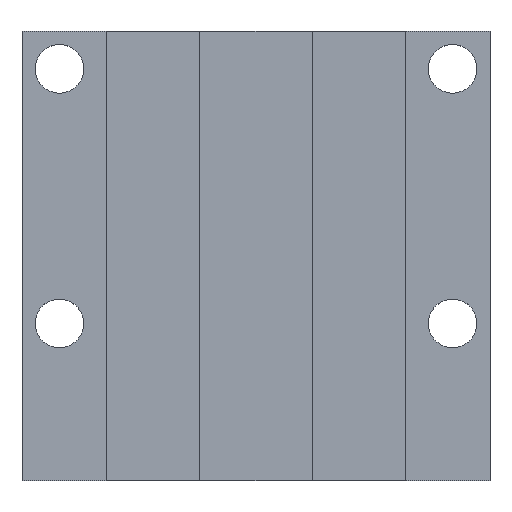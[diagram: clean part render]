
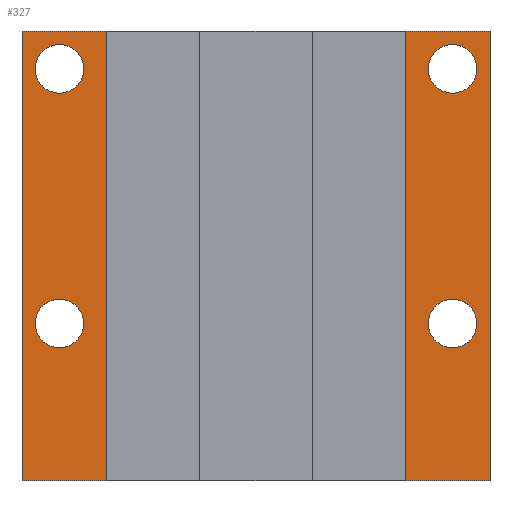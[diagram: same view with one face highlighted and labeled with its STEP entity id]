
A CAD part, top view. The second image highlights one B-rep face of the part: STEP entity #327.
In plain terms, the highlighted planar face has unit normal (0, 0, 1).
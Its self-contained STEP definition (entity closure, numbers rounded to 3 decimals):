
#54 = VERTEX_POINT('',#55);
#55 = CARTESIAN_POINT('',(-12.5,8.8,2.));
#61 = EDGE_CURVE('',#54,#62,#64,.T.);
#62 = VERTEX_POINT('',#63);
#63 = CARTESIAN_POINT('',(-12.5,-15.2,2.));
#64 = LINE('',#65,#66);
#65 = CARTESIAN_POINT('',(-12.5,8.8,2.));
#66 = VECTOR('',#67,1.);
#67 = DIRECTION('',(0.,-1.,0.));
#92 = EDGE_CURVE('',#62,#93,#95,.T.);
#93 = VERTEX_POINT('',#94);
#94 = CARTESIAN_POINT('',(12.5,-15.2,2.));
#95 = LINE('',#96,#97);
#96 = CARTESIAN_POINT('',(-12.5,-15.2,2.));
#97 = VECTOR('',#98,1.);
#98 = DIRECTION('',(1.,0.,0.));
#123 = EDGE_CURVE('',#93,#124,#126,.T.);
#124 = VERTEX_POINT('',#125);
#125 = CARTESIAN_POINT('',(12.5,8.8,2.));
#126 = LINE('',#127,#128);
#127 = CARTESIAN_POINT('',(12.5,-15.2,2.));
#128 = VECTOR('',#129,1.);
#129 = DIRECTION('',(0.,1.,0.));
#154 = EDGE_CURVE('',#124,#54,#155,.T.);
#155 = LINE('',#156,#157);
#156 = CARTESIAN_POINT('',(12.5,8.8,2.));
#157 = VECTOR('',#158,1.);
#158 = DIRECTION('',(-1.,0.,0.));
#178 = VERTEX_POINT('',#179);
#179 = CARTESIAN_POINT('',(11.8,-6.8,2.));
#185 = EDGE_CURVE('',#178,#178,#186,.T.);
#186 = CIRCLE('',#187,1.3);
#187 = AXIS2_PLACEMENT_3D('',#188,#189,#190);
#188 = CARTESIAN_POINT('',(10.5,-6.8,2.));
#189 = DIRECTION('',(0.,0.,1.));
#190 = DIRECTION('',(1.,0.,0.));
#211 = VERTEX_POINT('',#212);
#212 = CARTESIAN_POINT('',(-9.2,-6.8,2.));
#218 = EDGE_CURVE('',#211,#211,#219,.T.);
#219 = CIRCLE('',#220,1.3);
#220 = AXIS2_PLACEMENT_3D('',#221,#222,#223);
#221 = CARTESIAN_POINT('',(-10.5,-6.8,2.));
#222 = DIRECTION('',(0.,0.,1.));
#223 = DIRECTION('',(1.,0.,0.));
#244 = VERTEX_POINT('',#245);
#245 = CARTESIAN_POINT('',(11.8,6.8,2.));
#251 = EDGE_CURVE('',#244,#244,#252,.T.);
#252 = CIRCLE('',#253,1.3);
#253 = AXIS2_PLACEMENT_3D('',#254,#255,#256);
#254 = CARTESIAN_POINT('',(10.5,6.8,2.));
#255 = DIRECTION('',(0.,0.,1.));
#256 = DIRECTION('',(1.,0.,0.));
#277 = VERTEX_POINT('',#278);
#278 = CARTESIAN_POINT('',(-9.2,6.8,2.));
#284 = EDGE_CURVE('',#277,#277,#285,.T.);
#285 = CIRCLE('',#286,1.3);
#286 = AXIS2_PLACEMENT_3D('',#287,#288,#289);
#287 = CARTESIAN_POINT('',(-10.5,6.8,2.));
#288 = DIRECTION('',(0.,0.,1.));
#289 = DIRECTION('',(1.,0.,0.));
#327 = ADVANCED_FACE('',(#328,#334,#337,#340,#343),#346,.T.);
#328 = FACE_BOUND('',#329,.T.);
#329 = EDGE_LOOP('',(#330,#331,#332,#333));
#330 = ORIENTED_EDGE('',*,*,#61,.T.);
#331 = ORIENTED_EDGE('',*,*,#92,.T.);
#332 = ORIENTED_EDGE('',*,*,#123,.T.);
#333 = ORIENTED_EDGE('',*,*,#154,.T.);
#334 = FACE_BOUND('',#335,.F.);
#335 = EDGE_LOOP('',(#336));
#336 = ORIENTED_EDGE('',*,*,#185,.T.);
#337 = FACE_BOUND('',#338,.F.);
#338 = EDGE_LOOP('',(#339));
#339 = ORIENTED_EDGE('',*,*,#218,.T.);
#340 = FACE_BOUND('',#341,.F.);
#341 = EDGE_LOOP('',(#342));
#342 = ORIENTED_EDGE('',*,*,#251,.T.);
#343 = FACE_BOUND('',#344,.F.);
#344 = EDGE_LOOP('',(#345));
#345 = ORIENTED_EDGE('',*,*,#284,.T.);
#346 = PLANE('',#347);
#347 = AXIS2_PLACEMENT_3D('',#348,#349,#350);
#348 = CARTESIAN_POINT('',(0.,-2.508,2.));
#349 = DIRECTION('',(0.,0.,1.));
#350 = DIRECTION('',(1.,0.,0.));
